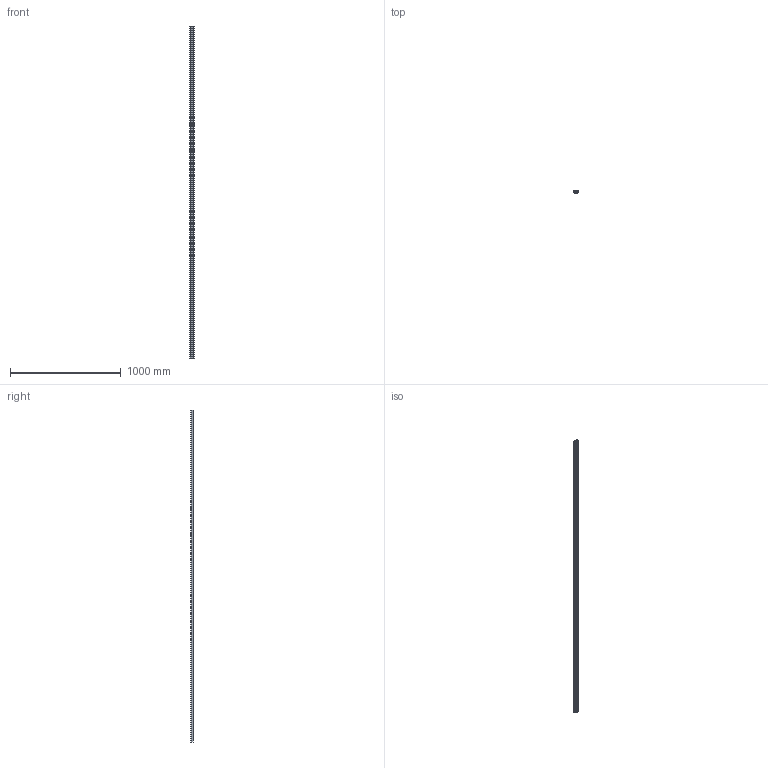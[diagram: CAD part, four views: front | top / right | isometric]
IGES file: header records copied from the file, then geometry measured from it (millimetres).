
Start section:  PTC IGES file: s0367-64046m.igs
Global section: file name: s0367-64046m.igs; native system: Pro/ENGINEER by Parametric Technology Corporation; preprocessor: 2006200; author: Andrea.Castagnoli; organization: Unknown; date: 20070706.150128; units: millimetre
Bounding box: 40 x 23 x 3000 mm (x, y, z)
Volume: 950470.9 mm3; surface area: 824182.8 mm2
Topology: 2 solids, 2 shells, 64 faces, 172 edges, 112 vertices
Faces by surface type: bspline 44, revolution 20
